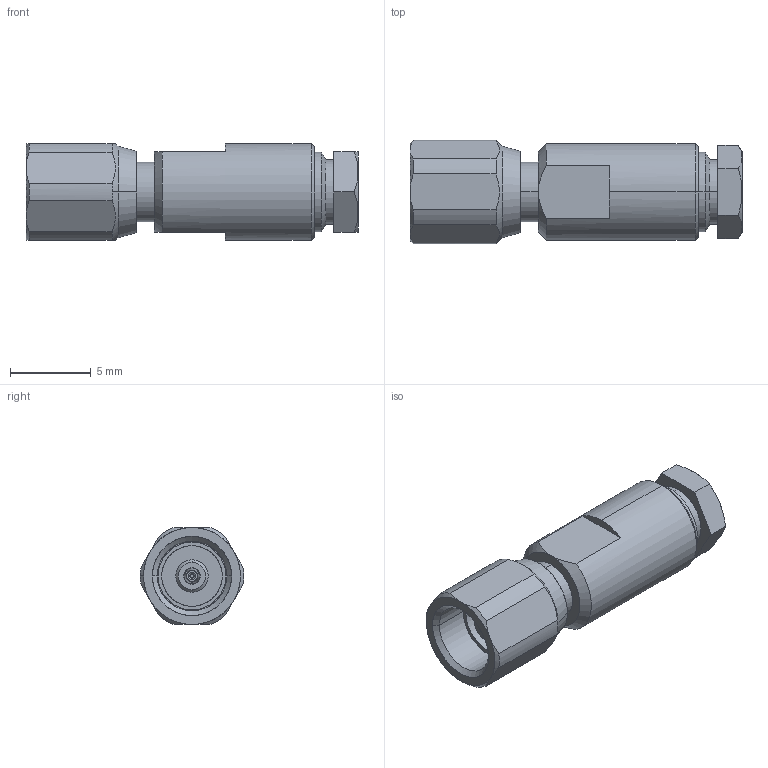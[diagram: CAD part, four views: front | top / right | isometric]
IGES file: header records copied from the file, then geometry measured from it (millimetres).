
Start section: SolidWorks IGES FILE using analytic representation for surfaces
Global section: file name: R112.003.000 corinne.IGS; native system: SolidWorks 2004 by SolidWorks Corporation; preprocessor: Version 5.3; author: BERGERVA_C; date: 070301.111719; units: millimetre
Bounding box: 20.55 x 6.4 x 6 mm (x, y, z)
Surface area: 663.4 mm2 (no closed solid volume)
Topology: 0 solids, 0 shells, 110 faces, 1212 edges, 1212 vertices
Faces by surface type: revolution 70, bspline 40
